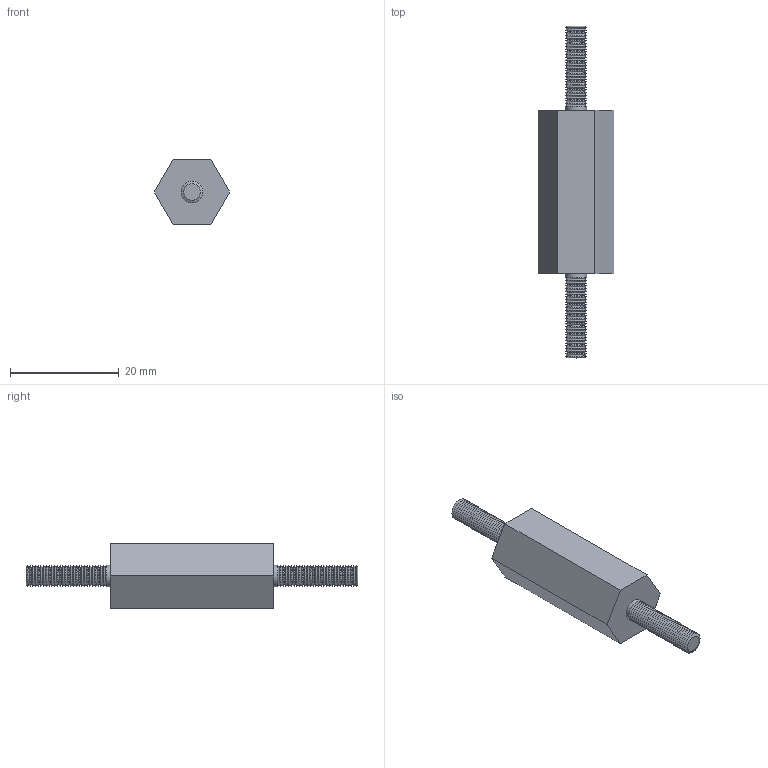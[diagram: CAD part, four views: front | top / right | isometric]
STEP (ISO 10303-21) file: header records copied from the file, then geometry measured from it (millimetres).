
FILE_DESCRIPTION(/* description */ (''),/* implementation_level */ '2;1');
FILE_NAME(/* name */ '3M430M.step',/* time_stamp */ '2023-01-09T16:41:04Z',/* author */ (''),/* organization */ (''),/* preprocessor_version */ 'ST-DEVELOPER v19.2',/* originating_system */ 'Autodesk Translation Framework v11.17.0.187',/* authorisation */ '');
FILE_SCHEMA (('AUTOMOTIVE_DESIGN { 1 0 10303 214 3 1 1 }'));
Length unit declared in the file: millimetre
Products named in the file (3): 3M430M; 3M Moulding_3M430M; Terminal Stud_M4-16s
Assembly tree (3 placements, depth 2):
  3M430M
    3M Moulding_3M430M
    Terminal Stud_M4-16s  x2
Bounding box: 13.86 x 61 x 12 mm (x, y, z)
Volume: 4045.8 mm3; surface area: 2229.7 mm2
Topology: 1 solids, 1 shells, 130 faces, 376 edges, 250 vertices
Faces by surface type: cone 118, plane 10, cylinder 2
Full cylindrical faces by diameter (mm): 4 x2
Entity records: 4521 total; most frequent: DIRECTION 886, CARTESIAN_POINT 762, ORIENTED_EDGE 752, EDGE_CURVE 376, AXIS2_PLACEMENT_3D 374, VERTEX_POINT 250, CIRCLE 238, LINE 138
